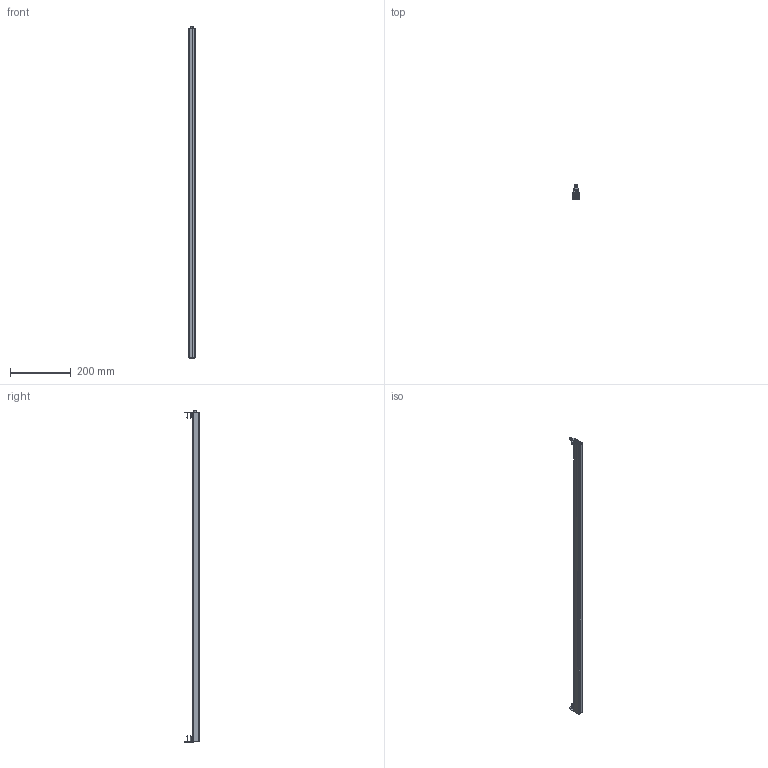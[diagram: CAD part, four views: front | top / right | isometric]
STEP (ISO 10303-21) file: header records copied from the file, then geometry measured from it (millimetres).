
FILE_DESCRIPTION (( 'STEP AP203' ), '1' );
FILE_NAME ('MF 1085.STEP', '2025-02-28T12:31:50', ( '' ), ( '' ), 'SwSTEP 2.0', 'SolidWorks 2023', '' );
FILE_SCHEMA (( 'CONFIG_CONTROL_DESIGN' ));
Length unit declared in the file: millimetre
Products named in the file (6): Innengeometrie_20_1085; Aussengehäuse MF_1083; MF 1085; Betätigungsteil_20; Schraube d3x20_01; Haltewinkel 20_900242 Haltewinkel MF Metall
Assembly tree (9 placements, depth 2):
  MF 1085
    Aussengehäuse MF_1083
    Innengeometrie_20_1085
    Betätigungsteil_20
    Haltewinkel 20_900242 Haltewinkel MF Metall  x2
    Schraube d3x20_01  x4
Bounding box: 20 x 50.11 x 1092 mm (x, y, z)
Volume: 227958.1 mm3; surface area: 323657.2 mm2
Topology: 26 solids, 26 shells, 1171 faces, 3235 edges, 2144 vertices
Faces by surface type: plane 556, bspline 478, cylinder 111, cone 24, torus 2
Entity records: 46113 total; most frequent: CARTESIAN_POINT 25467, ORIENTED_EDGE 4824, DIRECTION 2790, EDGE_CURVE 2412, VERTEX_POINT 1605, LINE 1516, VECTOR 1516, EDGE_LOOP 971
